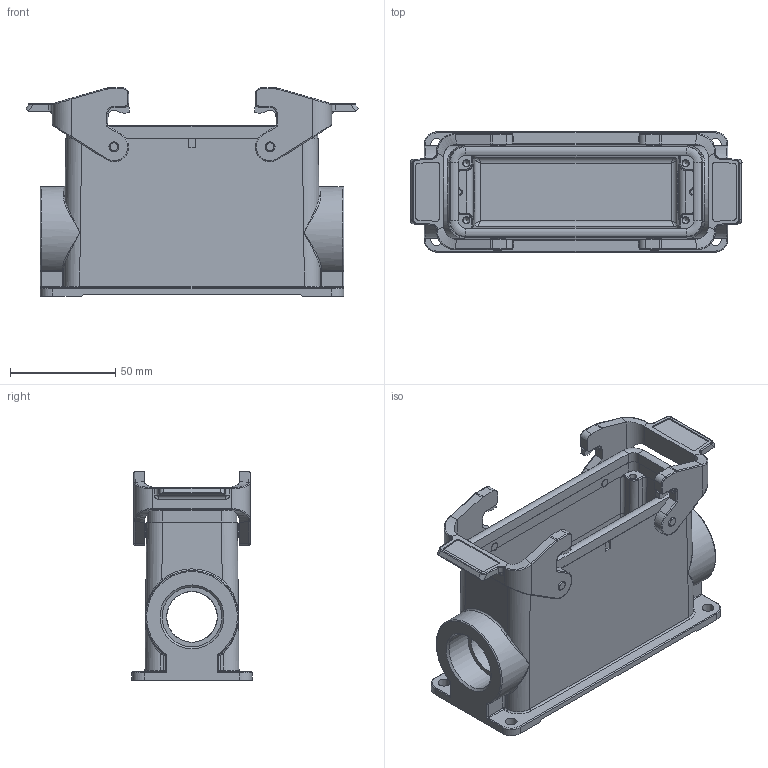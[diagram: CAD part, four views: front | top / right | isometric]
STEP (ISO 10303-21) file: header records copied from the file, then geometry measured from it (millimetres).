
FILE_DESCRIPTION(/* description */ (''),/* implementation_level */ '2;1');
FILE_NAME(/* name */ '100595807ugm000_b.stp',/* time_stamp */ '2018-03-07T12:07:07+01:00',/* author */ (''),/* organization */ (''),/* preprocessor_version */ 'ST-DEVELOPER v16',/* originating_system */ 'SIEMENS PLM Software NX 10.0',/* authorisation */ '');
FILE_SCHEMA (('AUTOMOTIVE_DESIGN { 1 0 10303 214 3 1 1 1 }'));
Length unit declared in the file: millimetre
Products named in the file (1): 100595807ugm000_b
Bounding box: 157.4 x 57 x 98.8 mm (x, y, z)
Volume: 192429.5 mm3; surface area: 81363 mm2
Topology: 3 solids, 3 shells, 687 faces, 1736 edges, 1073 vertices
Faces by surface type: plane 264, cylinder 261, bspline 114, torus 26, cone 20, extrusion 2
Full cylindrical faces by diameter (mm): 0.66 x1, 0.78 x1, 3 x4, 4 x4, 4.75 x4, 5.6 x4, 6.725 x4, 24 x2, 28.3 x2
Entity records: 27596 total; most frequent: CARTESIAN_POINT 8638, ORIENTED_EDGE 3308, DIRECTION 3259, EDGE_CURVE 1654, AXIS2_PLACEMENT_3D 1216, VERTEX_POINT 1050, VECTOR 827, LINE 825
